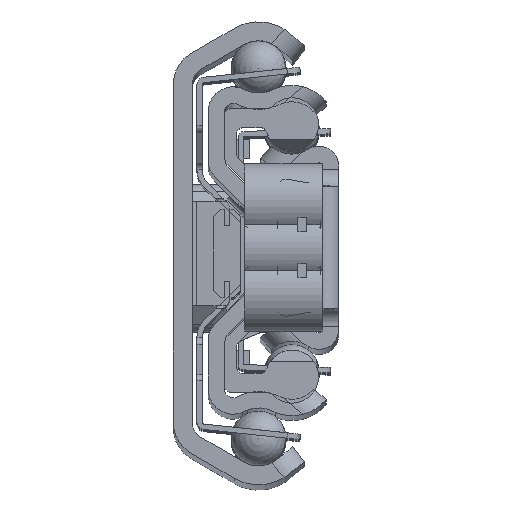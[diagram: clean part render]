
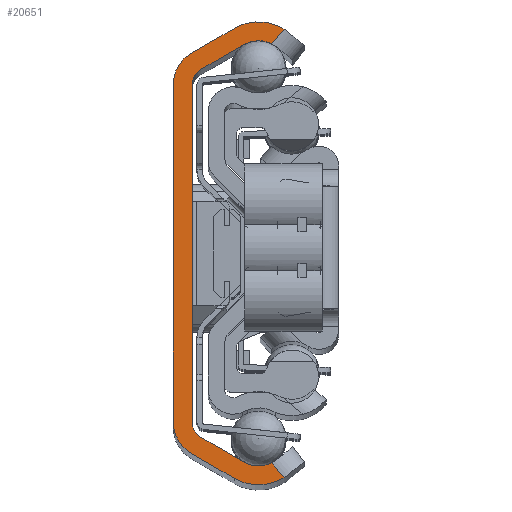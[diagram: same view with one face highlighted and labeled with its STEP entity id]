
A CAD part, top view. The second image highlights one B-rep face of the part: STEP entity #20651.
In plain terms, the highlighted face is planar.
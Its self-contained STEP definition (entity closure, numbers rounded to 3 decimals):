
#1203=CIRCLE('',#22114,5.59);
#1207=CIRCLE('',#22121,3.43);
#1213=CIRCLE('',#22132,3.43);
#1215=CIRCLE('',#22136,5.59);
#1216=CIRCLE('',#22138,2.);
#1217=CIRCLE('',#22143,4.16);
#1218=CIRCLE('',#22145,4.16);
#1219=CIRCLE('',#22149,2.);
#2153=FACE_OUTER_BOUND('',#3237,.T.);
#3237=EDGE_LOOP('',(#14220,#14221,#14222,#14223,#14224,#14225,#14226,#14227,
#14228,#14229,#14230,#14231,#14232,#14233,#14234,#14235));
#4456=LINE('',#30283,#6465);
#4543=LINE('',#30557,#6552);
#4586=LINE('',#30707,#6595);
#4597=LINE('',#30767,#6606);
#4607=LINE('',#30817,#6616);
#4609=LINE('',#30822,#6618);
#4611=LINE('',#30830,#6620);
#4613=LINE('',#30834,#6622);
#6465=VECTOR('',#24092,10.);
#6552=VECTOR('',#24325,10.);
#6595=VECTOR('',#24472,10.);
#6606=VECTOR('',#24515,10.);
#6616=VECTOR('',#24553,10.);
#6618=VECTOR('',#24559,10.);
#6620=VECTOR('',#24571,10.);
#6622=VECTOR('',#24575,10.);
#8476=VERTEX_POINT('',#30280);
#8477=VERTEX_POINT('',#30282);
#8562=VERTEX_POINT('',#30554);
#8563=VERTEX_POINT('',#30556);
#8611=VERTEX_POINT('',#30699);
#8612=VERTEX_POINT('',#30706);
#8616=VERTEX_POINT('',#30723);
#8622=VERTEX_POINT('',#30749);
#8626=VERTEX_POINT('',#30761);
#8627=VERTEX_POINT('',#30766);
#8634=VERTEX_POINT('',#30791);
#8636=VERTEX_POINT('',#30809);
#8637=VERTEX_POINT('',#30813);
#8638=VERTEX_POINT('',#30820);
#8639=VERTEX_POINT('',#30826);
#8640=VERTEX_POINT('',#30832);
#10576=EDGE_CURVE('',#8476,#8477,#4456,.T.);
#10701=EDGE_CURVE('',#8562,#8563,#4543,.T.);
#10773=EDGE_CURVE('',#8611,#8612,#4586,.T.);
#10780=EDGE_CURVE('',#8612,#8616,#1203,.T.);
#10790=EDGE_CURVE('',#8622,#8611,#1207,.T.);
#10796=EDGE_CURVE('',#8626,#8627,#4597,.T.);
#10806=EDGE_CURVE('',#8627,#8634,#1213,.T.);
#10813=EDGE_CURVE('',#8636,#8626,#1215,.T.);
#10815=EDGE_CURVE('',#8637,#8562,#1216,.T.);
#10816=EDGE_CURVE('',#8634,#8637,#4607,.T.);
#10818=EDGE_CURVE('',#8638,#8636,#4609,.T.);
#10819=EDGE_CURVE('',#8477,#8638,#1217,.T.);
#10821=EDGE_CURVE('',#8639,#8476,#1218,.T.);
#10822=EDGE_CURVE('',#8616,#8639,#4611,.T.);
#10824=EDGE_CURVE('',#8640,#8622,#4613,.T.);
#10825=EDGE_CURVE('',#8563,#8640,#1219,.T.);
#14220=ORIENTED_EDGE('',*,*,#10773,.F.);
#14221=ORIENTED_EDGE('',*,*,#10790,.F.);
#14222=ORIENTED_EDGE('',*,*,#10824,.F.);
#14223=ORIENTED_EDGE('',*,*,#10825,.F.);
#14224=ORIENTED_EDGE('',*,*,#10701,.F.);
#14225=ORIENTED_EDGE('',*,*,#10815,.F.);
#14226=ORIENTED_EDGE('',*,*,#10816,.F.);
#14227=ORIENTED_EDGE('',*,*,#10806,.F.);
#14228=ORIENTED_EDGE('',*,*,#10796,.F.);
#14229=ORIENTED_EDGE('',*,*,#10813,.F.);
#14230=ORIENTED_EDGE('',*,*,#10818,.F.);
#14231=ORIENTED_EDGE('',*,*,#10819,.F.);
#14232=ORIENTED_EDGE('',*,*,#10576,.F.);
#14233=ORIENTED_EDGE('',*,*,#10821,.F.);
#14234=ORIENTED_EDGE('',*,*,#10822,.F.);
#14235=ORIENTED_EDGE('',*,*,#10780,.F.);
#20053=PLANE('',#22150);
#20651=ADVANCED_FACE('',(#2153),#20053,.F.);
#22114=AXIS2_PLACEMENT_3D('',#30724,#24485,#24486);
#22121=AXIS2_PLACEMENT_3D('',#30751,#24503,#24504);
#22132=AXIS2_PLACEMENT_3D('',#30792,#24533,#24534);
#22136=AXIS2_PLACEMENT_3D('',#30811,#24544,#24545);
#22138=AXIS2_PLACEMENT_3D('',#30815,#24549,#24550);
#22143=AXIS2_PLACEMENT_3D('',#30824,#24562,#24563);
#22145=AXIS2_PLACEMENT_3D('',#30828,#24567,#24568);
#22149=AXIS2_PLACEMENT_3D('',#30836,#24578,#24579);
#22150=AXIS2_PLACEMENT_3D('',#30837,#24580,#24581);
#24092=DIRECTION('',(0.,-1.,0.));
#24325=DIRECTION('',(0.,1.,0.));
#24472=DIRECTION('',(0.643,0.766,0.));
#24485=DIRECTION('center_axis',(0.,0.,1.));
#24486=DIRECTION('ref_axis',(0.643,0.766,0.));
#24503=DIRECTION('center_axis',(0.,0.,-1.));
#24504=DIRECTION('ref_axis',(-0.643,-0.766,0.));
#24515=DIRECTION('',(-0.643,0.766,0.));
#24533=DIRECTION('center_axis',(0.,0.,-1.));
#24534=DIRECTION('ref_axis',(0.5,0.866,0.));
#24544=DIRECTION('center_axis',(0.,0.,1.));
#24545=DIRECTION('ref_axis',(-0.5,-0.866,0.));
#24549=DIRECTION('center_axis',(0.,0.,-1.));
#24550=DIRECTION('ref_axis',(1.,0.,0.));
#24553=DIRECTION('',(-0.866,0.5,0.));
#24559=DIRECTION('',(0.866,-0.5,0.));
#24562=DIRECTION('center_axis',(0.,0.,1.));
#24563=DIRECTION('ref_axis',(-1.,0.,0.));
#24567=DIRECTION('center_axis',(0.,0.,1.));
#24568=DIRECTION('ref_axis',(-0.5,0.866,0.));
#24571=DIRECTION('',(-0.866,-0.5,0.));
#24575=DIRECTION('',(0.866,0.5,0.));
#24578=DIRECTION('center_axis',(0.,0.,-1.));
#24579=DIRECTION('ref_axis',(0.5,-0.866,0.));
#24580=DIRECTION('center_axis',(0.,0.,1.));
#24581=DIRECTION('ref_axis',(1.,0.,0.));
#30280=CARTESIAN_POINT('',(-9.78,19.352,0.));
#30282=CARTESIAN_POINT('',(-9.78,-19.352,0.));
#30283=CARTESIAN_POINT('',(-9.78,19.352,0.));
#30554=CARTESIAN_POINT('',(-7.62,-19.352,0.));
#30556=CARTESIAN_POINT('',(-7.62,19.352,0.));
#30557=CARTESIAN_POINT('',(-7.62,0.,0.));
#30699=CARTESIAN_POINT('',(1.509,24.025,0.));
#30706=CARTESIAN_POINT('',(2.923,25.71,0.));
#30707=CARTESIAN_POINT('',(-1.263,20.722,0.));
#30723=CARTESIAN_POINT('',(-2.795,25.786,0.));
#30724=CARTESIAN_POINT('Origin',(0.,20.945,0.));
#30749=CARTESIAN_POINT('',(-1.715,23.915,0.));
#30751=CARTESIAN_POINT('Origin',(0.,20.945,0.));
#30761=CARTESIAN_POINT('',(2.923,-25.71,0.));
#30766=CARTESIAN_POINT('',(1.509,-24.025,0.));
#30767=CARTESIAN_POINT('',(-9.763,-10.592,0.));
#30791=CARTESIAN_POINT('',(-1.715,-23.915,0.));
#30792=CARTESIAN_POINT('Origin',(0.,-20.945,0.));
#30809=CARTESIAN_POINT('',(-2.795,-25.786,0.));
#30811=CARTESIAN_POINT('Origin',(0.,-20.945,0.));
#30813=CARTESIAN_POINT('',(-6.62,-21.084,0.));
#30815=CARTESIAN_POINT('Origin',(-5.62,-19.352,0.));
#30817=CARTESIAN_POINT('',(-1.715,-23.915,0.));
#30820=CARTESIAN_POINT('',(-7.7,-22.954,0.));
#30822=CARTESIAN_POINT('',(-7.7,-22.954,0.));
#30824=CARTESIAN_POINT('Origin',(-5.62,-19.352,0.));
#30826=CARTESIAN_POINT('',(-7.7,22.954,0.));
#30828=CARTESIAN_POINT('Origin',(-5.62,19.352,0.));
#30830=CARTESIAN_POINT('',(-2.795,25.786,0.));
#30832=CARTESIAN_POINT('',(-6.62,21.084,0.));
#30834=CARTESIAN_POINT('',(-6.62,21.084,0.));
#30836=CARTESIAN_POINT('Origin',(-5.62,19.352,0.));
#30837=CARTESIAN_POINT('Origin',(-5.685,15.852,0.));
